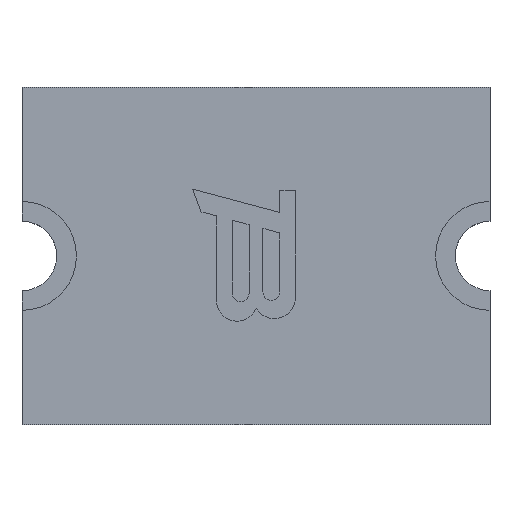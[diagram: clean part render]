
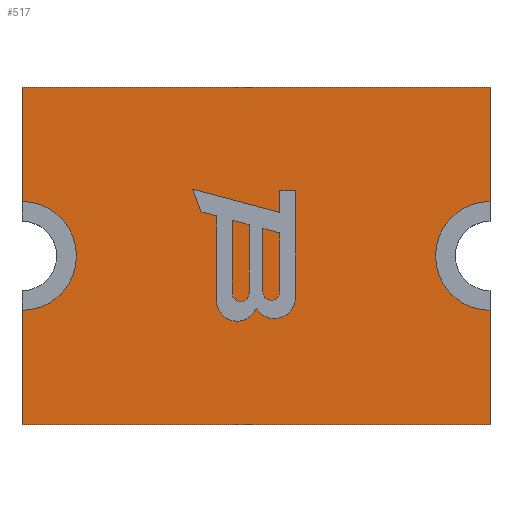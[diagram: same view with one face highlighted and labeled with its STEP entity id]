
A CAD part, top view. The second image highlights one B-rep face of the part: STEP entity #517.
In plain terms, the highlighted planar face has unit normal (0, 0, 1).
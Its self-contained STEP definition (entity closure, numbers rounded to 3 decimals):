
#517=ADVANCED_FACE('',(#1351),#1353,.T.);
#1351=FACE_BOUND('',#1352,.T.);
#1352=EDGE_LOOP('',(#1991,#1992,#1993,#1994,#1995,#1996,#1997,#1998));
#1353=PLANE('',#1354);
#1354=AXIS2_PLACEMENT_3D('',#1355,#1356,#1357);
#1355=CARTESIAN_POINT('',(0.,0.,0.8));
#1356=DIRECTION('',(0.,0.,1.));
#1357=DIRECTION('',(1.,0.,0.));
#1991=ORIENTED_EDGE('',*,*,#2411,.T.);
#1992=ORIENTED_EDGE('',*,*,#2413,.T.);
#1993=ORIENTED_EDGE('',*,*,#2403,.T.);
#1994=ORIENTED_EDGE('',*,*,#2398,.T.);
#1995=ORIENTED_EDGE('',*,*,#2395,.T.);
#1996=ORIENTED_EDGE('',*,*,#2414,.T.);
#1997=ORIENTED_EDGE('',*,*,#2387,.T.);
#1998=ORIENTED_EDGE('',*,*,#2382,.T.);
#2382=EDGE_CURVE('',#2718,#2716,#2719,.T.);
#2387=EDGE_CURVE('',#2727,#2718,#2728,.T.);
#2395=EDGE_CURVE('',#2742,#2740,#2743,.T.);
#2398=EDGE_CURVE('',#2746,#2742,#2747,.T.);
#2403=EDGE_CURVE('',#2755,#2746,#2756,.T.);
#2411=EDGE_CURVE('',#2716,#2768,#2770,.T.);
#2413=EDGE_CURVE('',#2768,#2755,#2772,.T.);
#2414=EDGE_CURVE('',#2740,#2727,#2773,.T.);
#2716=VERTEX_POINT('',#3383);
#2718=VERTEX_POINT('',#3387);
#2719=CIRCLE('',#3388,0.4);
#2727=VERTEX_POINT('',#3407);
#2728=LINE('',#3408,#3409);
#2740=VERTEX_POINT('',#3434);
#2742=VERTEX_POINT('',#3438);
#2743=LINE('',#3439,#3440);
#2746=VERTEX_POINT('',#3448);
#2747=CIRCLE('',#3449,0.4);
#2755=VERTEX_POINT('',#3468);
#2756=LINE('',#3469,#3470);
#2768=VERTEX_POINT('',#3495);
#2770=LINE('',#3499,#3500);
#2772=LINE('',#3505,#3506);
#2773=LINE('',#3508,#3509);
#3383=CARTESIAN_POINT('',(2.365,0.4,0.8));
#3387=CARTESIAN_POINT('',(2.365,-0.4,0.8));
#3388=AXIS2_PLACEMENT_3D('',#3389,#3390,#3391);
#3389=CARTESIAN_POINT('',(2.365,0.,0.8));
#3390=DIRECTION('',(0.,0.,-1.));
#3391=DIRECTION('',(0.,-1.,0.));
#3407=CARTESIAN_POINT('',(2.365,-1.705,0.8));
#3408=CARTESIAN_POINT('',(2.365,-1.705,0.8));
#3409=VECTOR('',#3410,1.);
#3410=DIRECTION('',(0.,1.,0.));
#3434=CARTESIAN_POINT('',(-2.365,-1.705,0.8));
#3438=CARTESIAN_POINT('',(-2.365,-0.4,0.8));
#3439=CARTESIAN_POINT('',(-2.365,-0.4,0.8));
#3440=VECTOR('',#3441,1.);
#3441=DIRECTION('',(0.,-1.,0.));
#3448=CARTESIAN_POINT('',(-2.365,0.4,0.8));
#3449=AXIS2_PLACEMENT_3D('',#3450,#3451,#3452);
#3450=CARTESIAN_POINT('',(-2.365,0.,0.8));
#3451=DIRECTION('',(0.,0.,-1.));
#3452=DIRECTION('',(0.,1.,0.));
#3468=CARTESIAN_POINT('',(-2.365,1.705,0.8));
#3469=CARTESIAN_POINT('',(-2.365,1.705,0.8));
#3470=VECTOR('',#3471,1.);
#3471=DIRECTION('',(0.,-1.,0.));
#3495=CARTESIAN_POINT('',(2.365,1.705,0.8));
#3499=CARTESIAN_POINT('',(2.365,0.4,0.8));
#3500=VECTOR('',#3501,1.);
#3501=DIRECTION('',(0.,1.,0.));
#3505=CARTESIAN_POINT('',(2.365,1.705,0.8));
#3506=VECTOR('',#3507,1.);
#3507=DIRECTION('',(-1.,0.,0.));
#3508=CARTESIAN_POINT('',(-2.365,-1.705,0.8));
#3509=VECTOR('',#3510,1.);
#3510=DIRECTION('',(1.,0.,0.));
